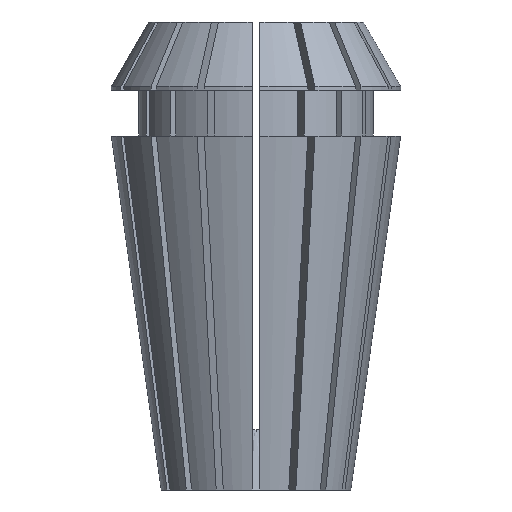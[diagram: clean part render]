
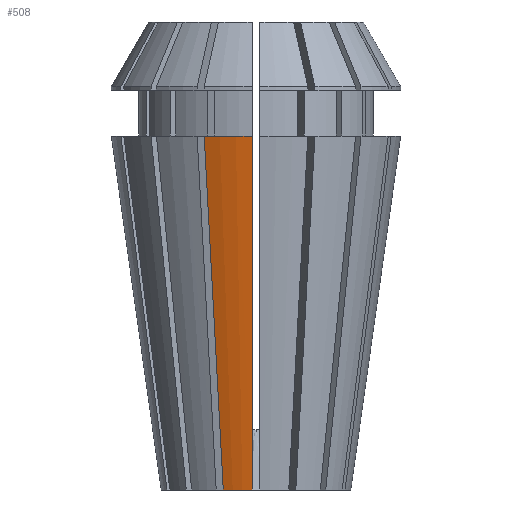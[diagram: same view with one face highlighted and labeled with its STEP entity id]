
A CAD part, left-side view. The second image highlights one B-rep face of the part: STEP entity #508.
In plain terms, the highlighted conical face has half-angle 8 degrees and reference radius 5.577 mm.
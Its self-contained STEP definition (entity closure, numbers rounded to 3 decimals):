
#326 = CARTESIAN_POINT ( 'NONE',  ( -6.241, 0.225, 4.751 ) ) ;
#356 = CARTESIAN_POINT ( 'NONE',  ( -5.573, 0.225, 0. ) ) ;
#369 = VERTEX_POINT ( 'NONE', #3894 ) ;
#508 = ADVANCED_FACE ( 'NONE', ( #712 ), #3579, .T. ) ;
#633 = AXIS2_PLACEMENT_3D ( 'NONE', #5599, #3456, #3978 ) ;
#660 = VERTEX_POINT ( 'NONE', #2540 ) ;
#712 = FACE_OUTER_BOUND ( 'NONE', #2970, .T. ) ;
#804 = CARTESIAN_POINT ( 'NONE',  ( -6.711, 0.225, 8.097 ) ) ;
#827 = CARTESIAN_POINT ( 'NONE',  ( -8.497, 0.225, 20.8 ) ) ;
#1029 = EDGE_CURVE ( 'NONE', #660, #369, #2148, .T. ) ;
#1270 = CARTESIAN_POINT ( 'NONE',  ( -7.182, 0.225, 11.443 ) ) ;
#1332 = CARTESIAN_POINT ( 'NONE',  ( -8.497, 0.225, 20.8 ) ) ;
#1342 = CARTESIAN_POINT ( 'NONE',  ( -7.937, 3.044, 20.8 ) ) ;
#1667 = DIRECTION ( 'NONE',  ( -1., 0., 0. ) ) ;
#1817 = VERTEX_POINT ( 'NONE', #1332 ) ;
#1831 = CARTESIAN_POINT ( 'NONE',  ( -6.017, 2.249, 6.022 ) ) ;
#2148 = B_SPLINE_CURVE_WITH_KNOTS ( 'NONE', 3,
 ( #1342, #5567, #4432, #1831, #5537, #5606, #2365 ),
 .UNSPECIFIED., .F., .F.,
 ( 4, 3, 4 ),
 ( 0., 0.015, 0.021 ),
 .UNSPECIFIED. ) ;
#2313 = CARTESIAN_POINT ( 'NONE',  ( -5.77, 0.225, 1.404 ) ) ;
#2342 = CARTESIAN_POINT ( 'NONE',  ( -5.573, 0.225, 0. ) ) ;
#2365 = CARTESIAN_POINT ( 'NONE',  ( -5.234, 1.925, 0. ) ) ;
#2540 = CARTESIAN_POINT ( 'NONE',  ( -7.937, 3.044, 20.8 ) ) ;
#2859 = CARTESIAN_POINT ( 'NONE',  ( -5.638, 0.225, 0.468 ) ) ;
#2970 = EDGE_LOOP ( 'NONE', ( #4519, #3319, #3765, #4499 ) ) ;
#3071 = DIRECTION ( 'NONE',  ( 0., 0., -1. ) ) ;
#3319 = ORIENTED_EDGE ( 'NONE', *, *, #1029, .T. ) ;
#3456 = DIRECTION ( 'NONE',  ( 0., 0., 1. ) ) ;
#3459 = CIRCLE ( 'NONE', #5366, 8.5 ) ;
#3579 = CONICAL_SURFACE ( 'NONE', #633, 5.577, 0.14 ) ;
#3613 = DIRECTION ( 'NONE',  ( -1., 0., 0. ) ) ;
#3658 = CARTESIAN_POINT ( 'NONE',  ( 0., 0., 20.8 ) ) ;
#3765 = ORIENTED_EDGE ( 'NONE', *, *, #5419, .F. ) ;
#3894 = CARTESIAN_POINT ( 'NONE',  ( -5.234, 1.925, 0. ) ) ;
#3978 = DIRECTION ( 'NONE',  ( 1., 0., 0. ) ) ;
#4122 = CIRCLE ( 'NONE', #6501, 5.577 ) ;
#4132 = EDGE_CURVE ( 'NONE', #1817, #660, #3459, .T. ) ;
#4183 = DIRECTION ( 'NONE',  ( 0., 0., -1. ) ) ;
#4432 = CARTESIAN_POINT ( 'NONE',  ( -6.657, 2.514, 10.948 ) ) ;
#4499 = ORIENTED_EDGE ( 'NONE', *, *, #5097, .T. ) ;
#4519 = ORIENTED_EDGE ( 'NONE', *, *, #4132, .T. ) ;
#4522 = CARTESIAN_POINT ( 'NONE',  ( -5.704, 0.225, 0.936 ) ) ;
#5097 = EDGE_CURVE ( 'NONE', #6841, #1817, #5491, .T. ) ;
#5366 = AXIS2_PLACEMENT_3D ( 'NONE', #3658, #3071, #3613 ) ;
#5419 = EDGE_CURVE ( 'NONE', #6841, #369, #4122, .T. ) ;
#5491 = B_SPLINE_CURVE_WITH_KNOTS ( 'NONE', 3,
 ( #2342, #2859, #4522, #2313, #326, #804, #1270, #5517, #6608, #827 ),
 .UNSPECIFIED., .F., .F.,
 ( 4, 3, 3, 4 ),
 ( 0.009, 0.01, 0.02, 0.03 ),
 .UNSPECIFIED. ) ;
#5517 = CARTESIAN_POINT ( 'NONE',  ( -7.62, 0.225, 14.562 ) ) ;
#5537 = CARTESIAN_POINT ( 'NONE',  ( -5.756, 2.141, 4.015 ) ) ;
#5567 = CARTESIAN_POINT ( 'NONE',  ( -7.297, 2.779, 15.874 ) ) ;
#5599 = CARTESIAN_POINT ( 'NONE',  ( 0., 0., 0. ) ) ;
#5606 = CARTESIAN_POINT ( 'NONE',  ( -5.495, 2.033, 2.007 ) ) ;
#6474 = CARTESIAN_POINT ( 'NONE',  ( 0., 0., 0. ) ) ;
#6501 = AXIS2_PLACEMENT_3D ( 'NONE', #6474, #4183, #1667 ) ;
#6608 = CARTESIAN_POINT ( 'NONE',  ( -8.059, 0.225, 17.681 ) ) ;
#6841 = VERTEX_POINT ( 'NONE', #356 ) ;
